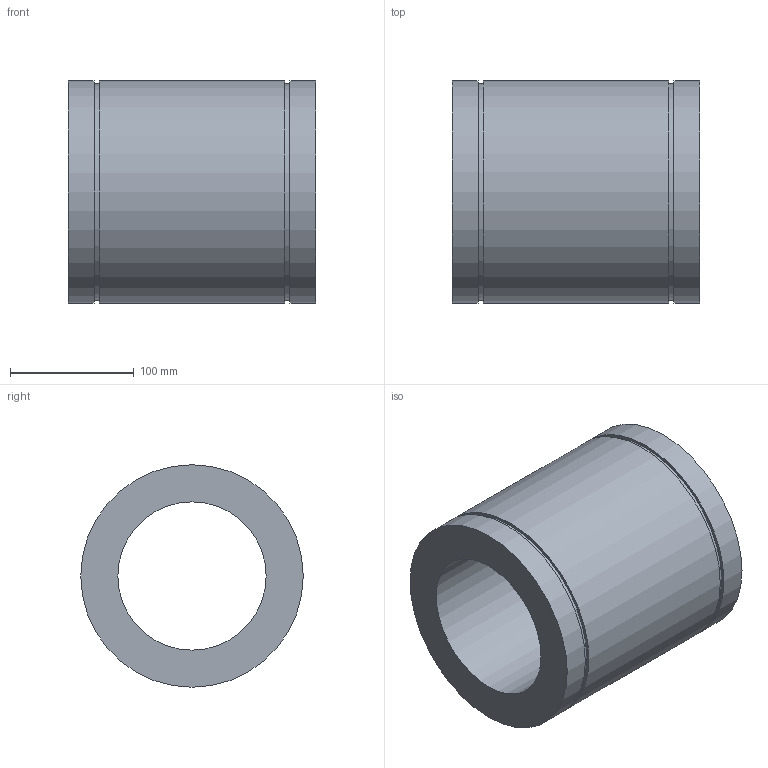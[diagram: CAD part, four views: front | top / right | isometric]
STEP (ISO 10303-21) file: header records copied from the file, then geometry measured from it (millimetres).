
FILE_DESCRIPTION(/* description */ (''),/* implementation_level */ '2;1');
FILE_NAME(/* name */ 'LM120.stp',/* time_stamp */ '2018-05-31T13:51:44+04:00',/* author */ ('ASUS'),/* organization */ (''),/* preprocessor_version */ 'ST-DEVELOPER v16.13',/* originating_system */ 'Autodesk Inventor 2018',/* authorisation */ '');
FILE_SCHEMA (('AUTOMOTIVE_DESIGN { 1 0 10303 214 3 1 1 }'));
Length unit declared in the file: millimetre
Products named in the file (1): LM120UU
Bounding box: 200 x 180 x 180 mm (x, y, z)
Volume: 2815862.5 mm3; surface area: 222215.8 mm2
Topology: 1 solids, 1 shells, 12 faces, 20 edges, 14 vertices
Faces by surface type: cylinder 6, plane 6
Full cylindrical faces by diameter (mm): 120 x1, 175 x2, 180 x3
Entity records: 287 total; most frequent: DIRECTION 50, CARTESIAN_POINT 37, AXIS2_PLACEMENT_3D 25, EDGE_LOOP 24, ORIENTED_EDGE 24, FACE_BOUND 12, FACE_OUTER_BOUND 12, CIRCLE 12
